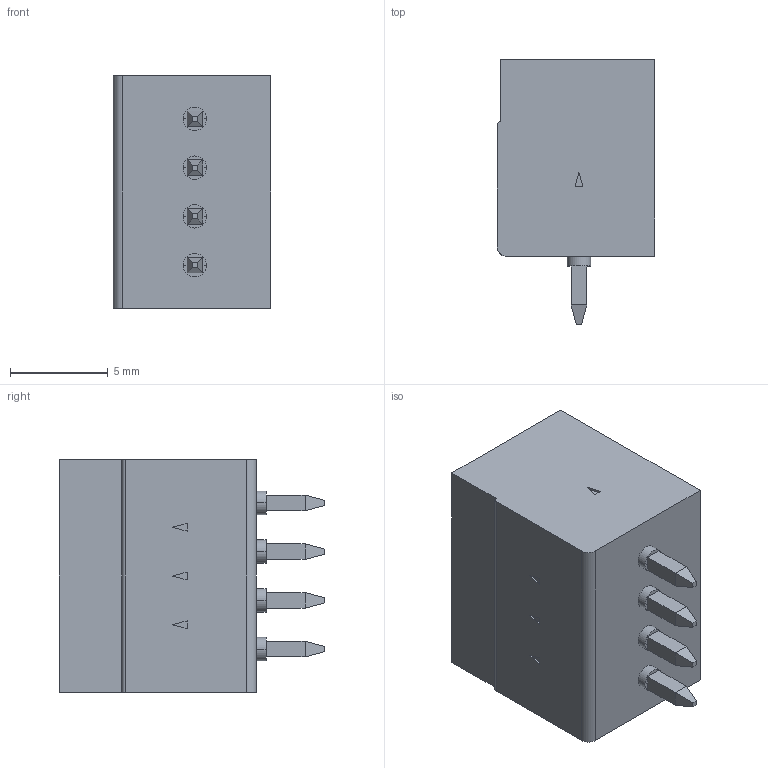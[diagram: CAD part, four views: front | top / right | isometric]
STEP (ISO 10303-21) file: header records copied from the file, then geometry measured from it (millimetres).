
FILE_DESCRIPTION(('FreeCAD Model'),'2;1');
FILE_NAME('mcv_0.5-4-g-2.5.step','2018-02-12T09:41:23',( 'kicad StepUp'),('ksu MCAD'),'Open CASCADE STEP processor 6.8', 'FreeCAD','Unknown');
FILE_SCHEMA(('AUTOMOTIVE_DESIGN_CC2 { 1 2 10303 214 -1 1 5 4 }'));
Length unit declared in the file: millimetre
Products named in the file (1): mcv_0.5-4-g-2.5
Bounding box: 8.1 x 13.6 x 11.9 mm (x, y, z)
Volume: 704.6 mm3; surface area: 1004.3 mm2
Topology: 1 solids, 1 shells, 248 faces, 636 edges, 413 vertices
Faces by surface type: plane 199, cylinder 49
Entity records: 9173 total; most frequent: CARTESIAN_POINT 1298, ORIENTED_EDGE 1272, DIRECTION 1242, EDGE_CURVE 636, LINE 528, VECTOR 528, VERTEX_POINT 413, AXIS2_PLACEMENT_3D 357
